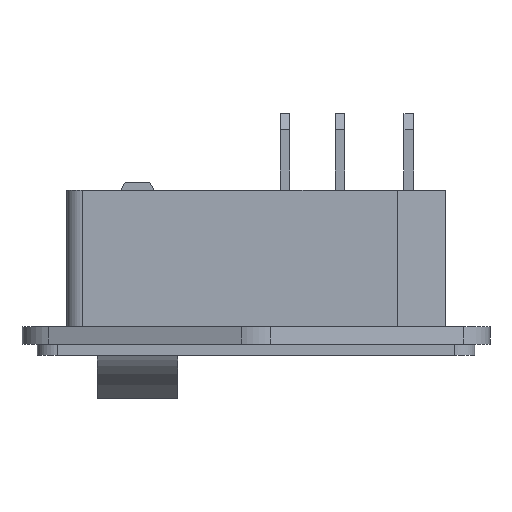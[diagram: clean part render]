
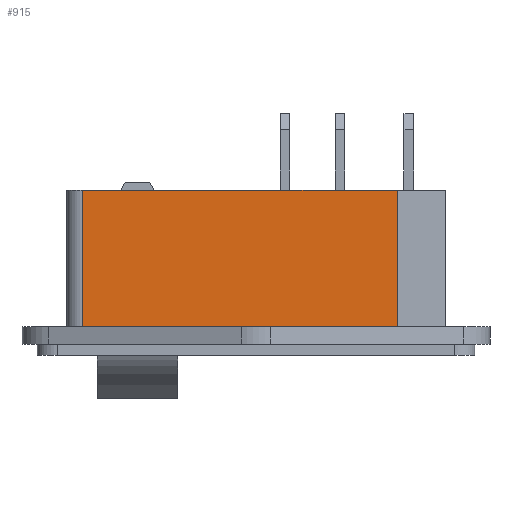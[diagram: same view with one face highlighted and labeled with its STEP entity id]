
A CAD part, front view. The second image highlights one B-rep face of the part: STEP entity #915.
In plain terms, the highlighted planar face has unit normal (0, -1, 0).
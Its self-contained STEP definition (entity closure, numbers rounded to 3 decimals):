
#86 = CARTESIAN_POINT ( 'NONE',  ( 17.55, -13.75, 2.15 ) ) ;
#140 = DIRECTION ( 'NONE',  ( 0., 0., -1. ) ) ;
#251 = EDGE_CURVE ( 'NONE', #747, #4894, #4079, .T. ) ;
#465 = AXIS2_PLACEMENT_3D ( 'NONE', #2741, #610, #3885 ) ;
#610 = DIRECTION ( 'NONE',  ( 0., 1., 0. ) ) ;
#746 = EDGE_CURVE ( 'NONE', #6861, #6683, #2288, .T. ) ;
#747 = VERTEX_POINT ( 'NONE', #86 ) ;
#915 = ADVANCED_FACE ( 'NONE', ( #2976 ), #6253, .F. ) ;
#1149 = CARTESIAN_POINT ( 'NONE',  ( -21.55, -13.75, 19.15 ) ) ;
#1546 = CARTESIAN_POINT ( 'NONE',  ( 23.55, -13.75, 2.15 ) ) ;
#1769 = EDGE_CURVE ( 'NONE', #6683, #747, #3097, .T. ) ;
#1809 = CARTESIAN_POINT ( 'NONE',  ( 17.55, -13.75, 19.15 ) ) ;
#2018 = LINE ( 'NONE', #3029, #3128 ) ;
#2199 = CARTESIAN_POINT ( 'NONE',  ( -21.55, -13.75, 2.15 ) ) ;
#2288 = LINE ( 'NONE', #1149, #5951 ) ;
#2592 = ORIENTED_EDGE ( 'NONE', *, *, #251, .T. ) ;
#2741 = CARTESIAN_POINT ( 'NONE',  ( 23.55, -13.75, 19.15 ) ) ;
#2976 = FACE_OUTER_BOUND ( 'NONE', #4676, .T. ) ;
#3029 = CARTESIAN_POINT ( 'NONE',  ( 23.55, -13.75, 19.15 ) ) ;
#3097 = LINE ( 'NONE', #1546, #5731 ) ;
#3128 = VECTOR ( 'NONE', #4583, 1000. ) ;
#3407 = ORIENTED_EDGE ( 'NONE', *, *, #1769, .T. ) ;
#3885 = DIRECTION ( 'NONE',  ( 0., 0., 1. ) ) ;
#4027 = CARTESIAN_POINT ( 'NONE',  ( -21.55, -13.75, 19.15 ) ) ;
#4079 = LINE ( 'NONE', #6623, #6237 ) ;
#4174 = DIRECTION ( 'NONE',  ( 1., 0., 0. ) ) ;
#4451 = DIRECTION ( 'NONE',  ( 0., 0., 1. ) ) ;
#4583 = DIRECTION ( 'NONE',  ( 1., 0., 0. ) ) ;
#4640 = ORIENTED_EDGE ( 'NONE', *, *, #746, .T. ) ;
#4676 = EDGE_LOOP ( 'NONE', ( #6804, #4640, #3407, #2592 ) ) ;
#4894 = VERTEX_POINT ( 'NONE', #1809 ) ;
#5731 = VECTOR ( 'NONE', #4174, 1000. ) ;
#5888 = EDGE_CURVE ( 'NONE', #6861, #4894, #2018, .T. ) ;
#5951 = VECTOR ( 'NONE', #140, 1000. ) ;
#6237 = VECTOR ( 'NONE', #4451, 1000. ) ;
#6253 = PLANE ( 'NONE',  #465 ) ;
#6623 = CARTESIAN_POINT ( 'NONE',  ( 17.55, -13.75, 19.15 ) ) ;
#6683 = VERTEX_POINT ( 'NONE', #2199 ) ;
#6804 = ORIENTED_EDGE ( 'NONE', *, *, #5888, .F. ) ;
#6861 = VERTEX_POINT ( 'NONE', #4027 ) ;
